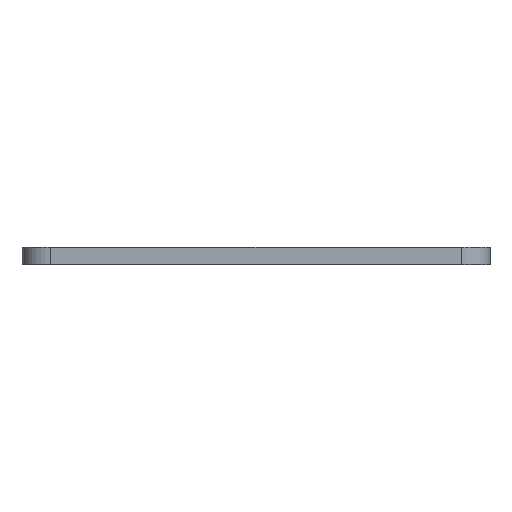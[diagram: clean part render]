
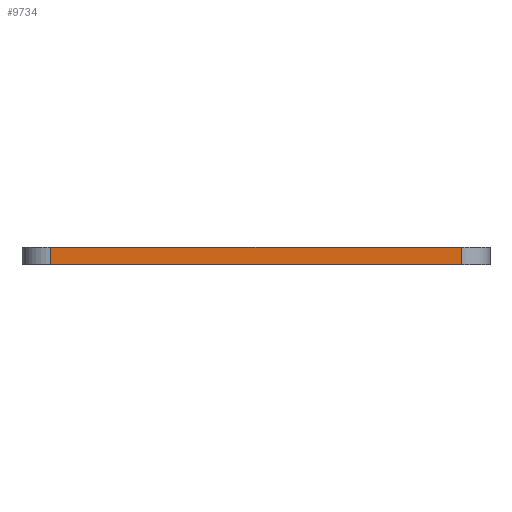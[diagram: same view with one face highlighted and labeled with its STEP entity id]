
A CAD part, top view. The second image highlights one B-rep face of the part: STEP entity #9734.
In plain terms, the highlighted planar face has unit normal (0, 0, 1).
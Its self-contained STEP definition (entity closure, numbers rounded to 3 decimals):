
#1342=FACE_OUTER_BOUND('',#1882,.T.);
#1882=EDGE_LOOP('',(#8820,#8821,#8822,#8823));
#2472=LINE('',#18102,#3380);
#2591=LINE('',#18354,#3499);
#2593=LINE('',#18360,#3501);
#2783=LINE('',#18740,#3691);
#3380=VECTOR('',#10836,10.);
#3499=VECTOR('',#10987,10.);
#3501=VECTOR('',#10993,10.);
#3691=VECTOR('',#11375,10.);
#4452=VERTEX_POINT('',#18099);
#4453=VERTEX_POINT('',#18101);
#4570=VERTEX_POINT('',#18352);
#4571=VERTEX_POINT('',#18356);
#5775=EDGE_CURVE('',#4453,#4452,#2472,.T.);
#5898=EDGE_CURVE('',#4570,#4452,#2591,.T.);
#5901=EDGE_CURVE('',#4453,#4571,#2593,.T.);
#6091=EDGE_CURVE('',#4571,#4570,#2783,.T.);
#8820=ORIENTED_EDGE('',*,*,#5898,.F.);
#8821=ORIENTED_EDGE('',*,*,#6091,.F.);
#8822=ORIENTED_EDGE('',*,*,#5901,.F.);
#8823=ORIENTED_EDGE('',*,*,#5775,.T.);
#9226=PLANE('',#10002);
#9734=ADVANCED_FACE('',(#1342),#9226,.T.);
#10002=AXIS2_PLACEMENT_3D('',#18739,#11373,#11374);
#10836=DIRECTION('',(1.,0.,0.));
#10987=DIRECTION('',(0.,-1.,0.));
#10993=DIRECTION('',(0.,1.,0.));
#11373=DIRECTION('center_axis',(0.,0.,1.));
#11374=DIRECTION('ref_axis',(1.,0.,0.));
#11375=DIRECTION('',(1.,0.,0.));
#18099=CARTESIAN_POINT('',(44.064,0.,17.534));
#18101=CARTESIAN_POINT('',(-27.936,0.,17.534));
#18102=CARTESIAN_POINT('',(-32.936,0.,17.534));
#18352=CARTESIAN_POINT('',(44.064,3.,17.534));
#18354=CARTESIAN_POINT('',(44.064,0.,17.534));
#18356=CARTESIAN_POINT('',(-27.936,3.,17.534));
#18360=CARTESIAN_POINT('',(-27.936,0.,17.534));
#18739=CARTESIAN_POINT('Origin',(-32.936,0.,17.534));
#18740=CARTESIAN_POINT('',(-32.936,3.,17.534));
